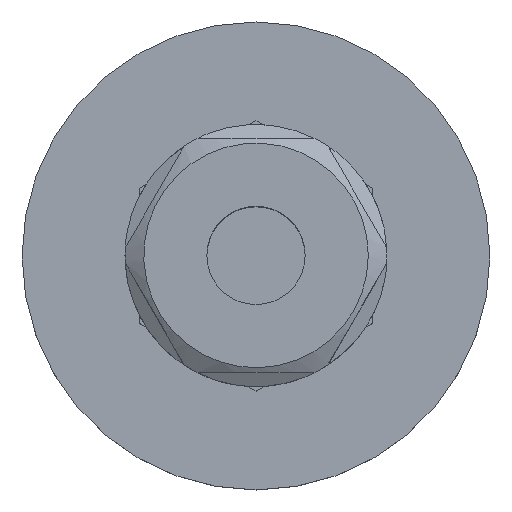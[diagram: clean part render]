
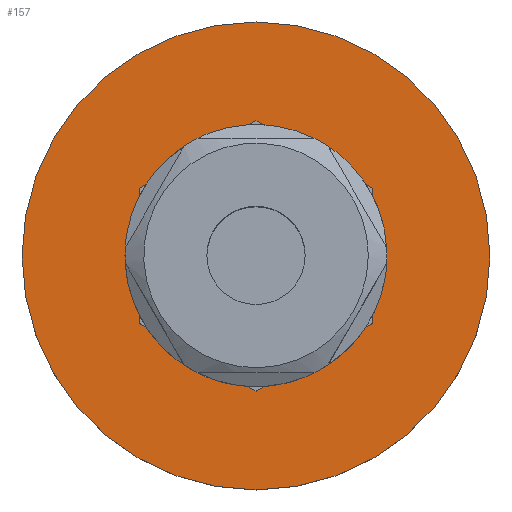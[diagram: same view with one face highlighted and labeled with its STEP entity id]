
A CAD part, top view. The second image highlights one B-rep face of the part: STEP entity #157.
In plain terms, the highlighted planar face has unit normal (0, 0, 1).
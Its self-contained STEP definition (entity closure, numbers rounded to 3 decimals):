
#116=PLANE('',#655);
#157=ADVANCED_FACE('',(#196,#197),#116,.T.);
#196=FACE_BOUND('',#239,.T.);
#197=FACE_BOUND('',#240,.T.);
#239=EDGE_LOOP('',(#439));
#240=EDGE_LOOP('',(#440,#441,#442,#443,#444,#445));
#271=CIRCLE('',#653,25.);
#292=LINE('',#967,#328);
#293=LINE('',#970,#329);
#294=LINE('',#972,#330);
#295=LINE('',#974,#331);
#296=LINE('',#976,#332);
#297=LINE('',#978,#333);
#328=VECTOR('',#784,1.);
#329=VECTOR('',#785,1.);
#330=VECTOR('',#786,1.);
#331=VECTOR('',#787,1.);
#332=VECTOR('',#788,1.);
#333=VECTOR('',#789,1.);
#439=ORIENTED_EDGE('',*,*,#579,.T.);
#440=ORIENTED_EDGE('',*,*,#580,.T.);
#441=ORIENTED_EDGE('',*,*,#581,.T.);
#442=ORIENTED_EDGE('',*,*,#582,.T.);
#443=ORIENTED_EDGE('',*,*,#583,.T.);
#444=ORIENTED_EDGE('',*,*,#584,.T.);
#445=ORIENTED_EDGE('',*,*,#585,.T.);
#517=VERTEX_POINT('',#965);
#518=VERTEX_POINT('',#968);
#519=VERTEX_POINT('',#969);
#520=VERTEX_POINT('',#971);
#521=VERTEX_POINT('',#973);
#522=VERTEX_POINT('',#975);
#523=VERTEX_POINT('',#977);
#579=EDGE_CURVE('',#517,#517,#271,.T.);
#580=EDGE_CURVE('',#518,#519,#292,.T.);
#581=EDGE_CURVE('',#519,#520,#293,.T.);
#582=EDGE_CURVE('',#520,#521,#294,.T.);
#583=EDGE_CURVE('',#521,#522,#295,.T.);
#584=EDGE_CURVE('',#522,#523,#296,.T.);
#585=EDGE_CURVE('',#523,#518,#297,.T.);
#653=AXIS2_PLACEMENT_3D('',#964,#780,#781);
#655=AXIS2_PLACEMENT_3D('',#979,#790,#791);
#780=DIRECTION('',(0.,0.,1.));
#781=DIRECTION('',(0.,-1.,0.));
#784=DIRECTION('',(-0.866,-0.5,0.));
#785=DIRECTION('',(-0.866,0.5,0.));
#786=DIRECTION('',(0.,1.,0.));
#787=DIRECTION('',(0.866,0.5,0.));
#788=DIRECTION('',(0.866,-0.5,0.));
#789=DIRECTION('',(0.,-1.,0.));
#790=DIRECTION('',(0.,0.,1.));
#791=DIRECTION('',(0.,-1.,0.));
#964=CARTESIAN_POINT('',(0.,0.,6.));
#965=CARTESIAN_POINT('',(0.,-25.,6.));
#967=CARTESIAN_POINT('',(12.5,-7.217,6.));
#968=CARTESIAN_POINT('',(12.5,-7.217,6.));
#969=CARTESIAN_POINT('',(0.,-14.434,6.));
#970=CARTESIAN_POINT('',(0.,-14.434,6.));
#971=CARTESIAN_POINT('',(-12.5,-7.217,6.));
#972=CARTESIAN_POINT('',(-12.5,-7.217,6.));
#973=CARTESIAN_POINT('',(-12.5,7.217,6.));
#974=CARTESIAN_POINT('',(-12.5,7.217,6.));
#975=CARTESIAN_POINT('',(0.,14.434,6.));
#976=CARTESIAN_POINT('',(0.,14.434,6.));
#977=CARTESIAN_POINT('',(12.5,7.217,6.));
#978=CARTESIAN_POINT('',(12.5,7.217,6.));
#979=CARTESIAN_POINT('',(0.,19.,6.));
